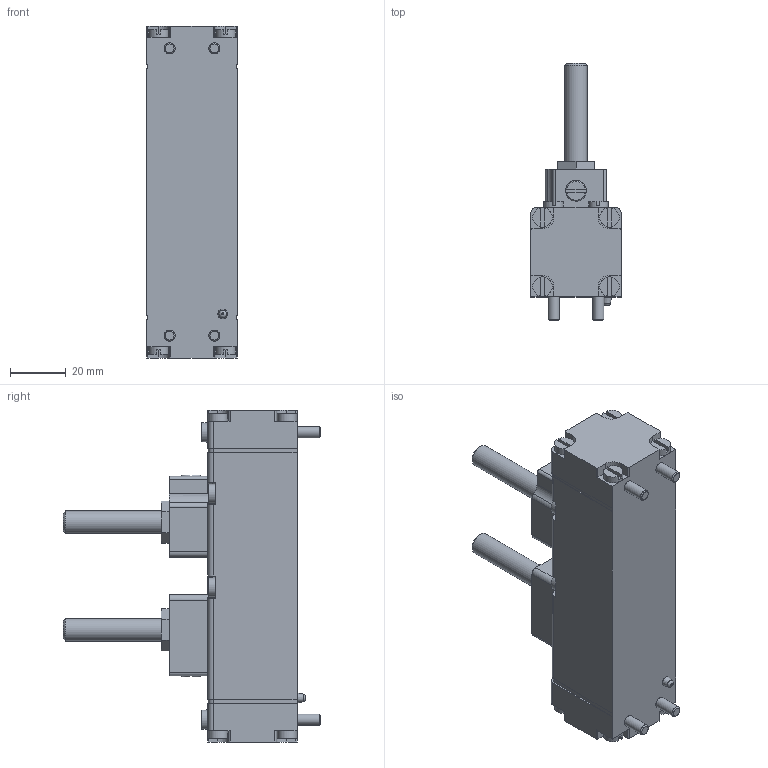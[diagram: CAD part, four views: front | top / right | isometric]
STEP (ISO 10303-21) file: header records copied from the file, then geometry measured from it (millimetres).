
FILE_DESCRIPTION(/* description */ ('STEP AP214'),/* implementation_level */ '2;1');
FILE_NAME(/* name */ '6159_CJM-5_2-1_4-FH',/* time_stamp */ '2024-08-05T17:28:39+02:00',/* author */ ('License CC BY-ND 4.0'),/* organization */ ('CADENAS'),/* preprocessor_version */ 'ST-DEVELOPER v19.3',/* originating_system */ 'PARTsolutions',/* authorisation */ ' ');
FILE_SCHEMA (('AUTOMOTIVE_DESIGN {1 0 10303 214 3 1 1}'));
Length unit declared in the file: millimetre
Products named in the file (1): 6159 CJM-5/2-1/4-FH
Bounding box: 32.4 x 92.3 x 119 mm (x, y, z)
Volume: 141863.6 mm3; surface area: 23812.2 mm2
Topology: 1 solids, 1 shells, 281 faces, 738 edges, 488 vertices
Faces by surface type: plane 187, cylinder 80, cone 13, torus 1
Full cylindrical faces by diameter (mm): 4 x4, 4.134 x2, 7 x16, 7.5 x2, 8 x2
Entity records: 8344 total; most frequent: DIRECTION 1472, CARTESIAN_POINT 1450, ORIENTED_EDGE 1358, EDGE_CURVE 679, AXIS2_PLACEMENT_3D 519, VERTEX_POINT 465, LINE 434, VECTOR 434
